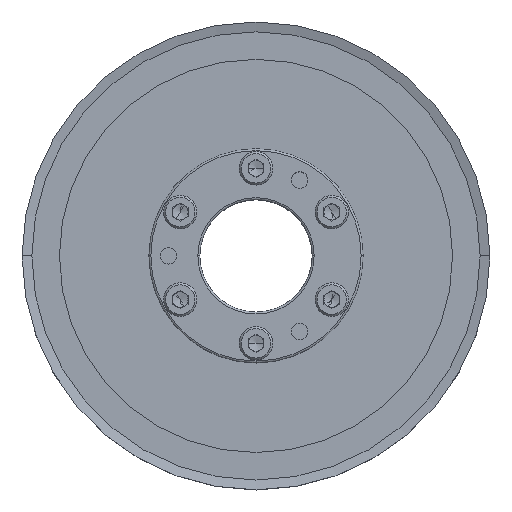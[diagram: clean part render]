
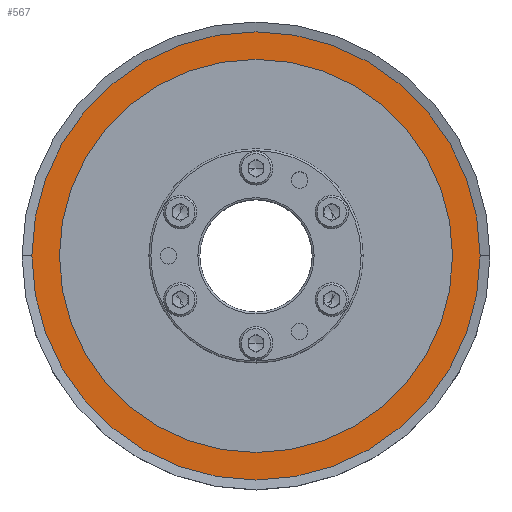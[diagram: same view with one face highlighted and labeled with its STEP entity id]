
A CAD part, top view. The second image highlights one B-rep face of the part: STEP entity #567.
In plain terms, the highlighted planar face has unit normal (0, 0, 1).
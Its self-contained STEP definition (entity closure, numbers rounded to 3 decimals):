
#337 = VERTEX_POINT ( 'NONE', #727 ) ;
#478 = ORIENTED_EDGE ( 'NONE', *, *, #6459, .F. ) ;
#567 = ADVANCED_FACE ( 'NONE', ( #1689, #8001 ), #18632, .T. ) ;
#727 = CARTESIAN_POINT ( 'NONE',  ( 50., 0., 21.1 ) ) ;
#845 = AXIS2_PLACEMENT_3D ( 'NONE', #19724, #6013, #12133 ) ;
#924 = EDGE_LOOP ( 'NONE', ( #7476, #3883 ) ) ;
#1689 = FACE_OUTER_BOUND ( 'NONE', #924, .T. ) ;
#1952 = EDGE_CURVE ( 'NONE', #337, #17751, #15720, .T. ) ;
#2194 = CARTESIAN_POINT ( 'NONE',  ( 0., 0., 21.1 ) ) ;
#2439 = CARTESIAN_POINT ( 'NONE',  ( -50., 0., 21.1 ) ) ;
#3312 = DIRECTION ( 'NONE',  ( 1., 0., 0. ) ) ;
#3883 = ORIENTED_EDGE ( 'NONE', *, *, #5464, .T. ) ;
#4576 = AXIS2_PLACEMENT_3D ( 'NONE', #2194, #15827, #9749 ) ;
#4638 = EDGE_CURVE ( 'NONE', #5193, #14908, #10069, .T. ) ;
#4641 = CARTESIAN_POINT ( 'NONE',  ( 0., 0., 21.1 ) ) ;
#5193 = VERTEX_POINT ( 'NONE', #6288 ) ;
#5464 = EDGE_CURVE ( 'NONE', #14908, #5193, #17437, .T. ) ;
#5749 = CARTESIAN_POINT ( 'NONE',  ( 0., 0., 21.1 ) ) ;
#6013 = DIRECTION ( 'NONE',  ( 0., 0., 1. ) ) ;
#6221 = AXIS2_PLACEMENT_3D ( 'NONE', #4641, #12064, #12466 ) ;
#6288 = CARTESIAN_POINT ( 'NONE',  ( 57., 0., 21.1 ) ) ;
#6459 = EDGE_CURVE ( 'NONE', #17751, #337, #10169, .T. ) ;
#6515 = DIRECTION ( 'NONE',  ( 0., 0., 1. ) ) ;
#7476 = ORIENTED_EDGE ( 'NONE', *, *, #4638, .T. ) ;
#7694 = AXIS2_PLACEMENT_3D ( 'NONE', #14235, #6515, #3312 ) ;
#8001 = FACE_BOUND ( 'NONE', #13318, .T. ) ;
#8865 = DIRECTION ( 'NONE',  ( 1., 0., 0. ) ) ;
#9749 = DIRECTION ( 'NONE',  ( 1., 0., 0. ) ) ;
#10069 = CIRCLE ( 'NONE', #6221, 57. ) ;
#10169 = CIRCLE ( 'NONE', #845, 50. ) ;
#11497 = ORIENTED_EDGE ( 'NONE', *, *, #1952, .F. ) ;
#12064 = DIRECTION ( 'NONE',  ( 0., 0., 1. ) ) ;
#12133 = DIRECTION ( 'NONE',  ( 1., 0., 0. ) ) ;
#12466 = DIRECTION ( 'NONE',  ( 1., 0., 0. ) ) ;
#13318 = EDGE_LOOP ( 'NONE', ( #11497, #478 ) ) ;
#14235 = CARTESIAN_POINT ( 'NONE',  ( 0., 0., 21.1 ) ) ;
#14908 = VERTEX_POINT ( 'NONE', #18495 ) ;
#15720 = CIRCLE ( 'NONE', #4576, 50. ) ;
#15827 = DIRECTION ( 'NONE',  ( 0., 0., 1. ) ) ;
#17437 = CIRCLE ( 'NONE', #17774, 57. ) ;
#17751 = VERTEX_POINT ( 'NONE', #2439 ) ;
#17774 = AXIS2_PLACEMENT_3D ( 'NONE', #5749, #17970, #8865 ) ;
#17970 = DIRECTION ( 'NONE',  ( 0., 0., 1. ) ) ;
#18495 = CARTESIAN_POINT ( 'NONE',  ( -57., 0., 21.1 ) ) ;
#18632 = PLANE ( 'NONE',  #7694 ) ;
#19724 = CARTESIAN_POINT ( 'NONE',  ( 0., 0., 21.1 ) ) ;
